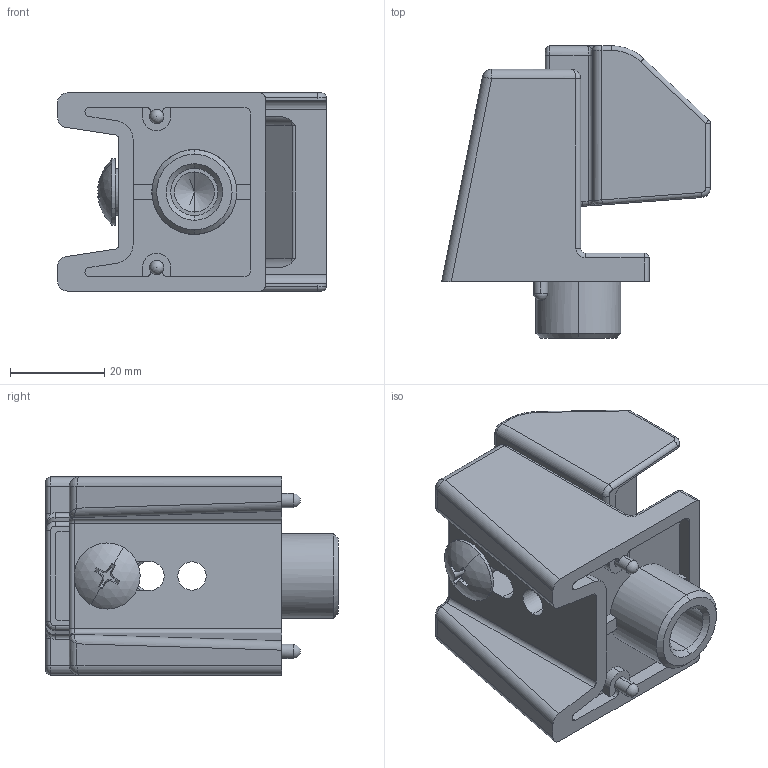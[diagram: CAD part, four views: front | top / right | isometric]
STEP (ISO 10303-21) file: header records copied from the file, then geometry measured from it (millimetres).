
FILE_DESCRIPTION (( 'STEP AP203' ), '1' );
FILE_NAME ('FA-602S-5.STEP', '2016-06-08T02:03:50', ( '' ), ( '' ), 'SwSTEP 2.0', 'SolidWorks 2014', '' );
FILE_SCHEMA (( 'CONFIG_CONTROL_DESIGN' ));
Length unit declared in the file: millimetre
Products named in the file (5): FA-602S-5; FA-602S-5_受座; FA-602S-5歯付座金_; FA-602S-5_止め金; FA-602S-5僩儔僗彫僱僕_
Assembly tree (4 placements, depth 2):
  FA-602S-5
    FA-602S-5_受座
    FA-602S-5_止め金
    FA-602S-5歯付座金_
    FA-602S-5僩儔僗彫僱僕_
Bounding box: 57 x 62 x 42 mm (x, y, z)
Volume: 48292.8 mm3; surface area: 21487.9 mm2
Topology: 4 solids, 4 shells, 307 faces, 781 edges, 460 vertices
Faces by surface type: cylinder 137, plane 102, bspline 22, sphere 20, torus 16, cone 10
Entity records: 10175 total; most frequent: CARTESIAN_POINT 2542, DIRECTION 1526, ORIENTED_EDGE 1502, EDGE_CURVE 751, AXIS2_PLACEMENT_3D 562, VERTEX_POINT 456, VECTOR 402, LINE 402
